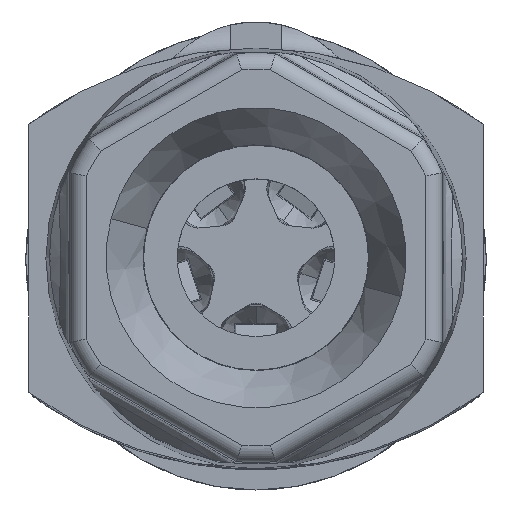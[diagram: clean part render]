
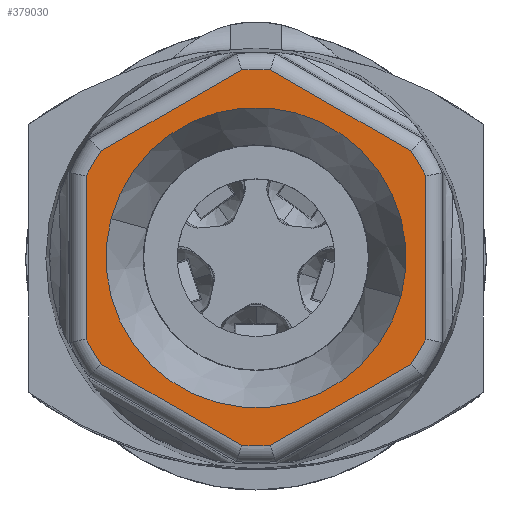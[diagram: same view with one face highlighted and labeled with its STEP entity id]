
A CAD part, top view. The second image highlights one B-rep face of the part: STEP entity #379030.
In plain terms, the highlighted face is planar.
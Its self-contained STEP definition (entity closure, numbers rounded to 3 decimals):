
#377530=CARTESIAN_POINT('',(51.354,-1.952,
-9.134));
#377540=VERTEX_POINT('',#377530);
#377680=CARTESIAN_POINT('',(51.354,-7.779,
-19.225));
#377690=VERTEX_POINT('',#377680);
#377720=CARTESIAN_POINT('',(51.354,-7.779,
-19.225));
#377730=DIRECTION('',(0.,0.5,
0.866));
#377740=VECTOR('',#377730,1.);
#377750=LINE('',#377720,#377740);
#377760=EDGE_CURVE('',#377690,#377540,#377750,.T.);
#377880=CARTESIAN_POINT('',(51.354,-19.81,
2.959));
#377890=DIRECTION('',(1.,0.,0.));
#377900=DIRECTION('',(0.,0.866,
0.5));
#377910=AXIS2_PLACEMENT_3D('',#377880,#377890,#377900);
#377920=PLANE('',#377910);
#377930=CARTESIAN_POINT('',(51.354,-21.222,
-20.259));
#377940=DIRECTION('',(0.,1.,0.));
#377950=VECTOR('',#377940,1.);
#377960=LINE('',#377930,#377950);
#377970=CARTESIAN_POINT('',(51.354,-21.222,
-20.259));
#377980=VERTEX_POINT('',#377970);
#377990=CARTESIAN_POINT('',(51.354,-9.57,
-20.259));
#378000=VERTEX_POINT('',#377990);
#378010=EDGE_CURVE('',#377980,#378000,#377960,.T.);
#378020=ORIENTED_EDGE('',*,*,#378010,.T.);
#378030=CARTESIAN_POINT('',(51.354,-15.396,
-8.1));
#378040=DIRECTION('',(1.,0.,0.));
#378050=DIRECTION('',(0.,-0.565,
-0.825));
#378060=AXIS2_PLACEMENT_3D('',#378030,#378040,#378050);
#378070=CIRCLE('',#378060,13.483);
#378080=CARTESIAN_POINT('',(51.354,-23.013,
-19.225));
#378090=VERTEX_POINT('',#378080);
#378100=EDGE_CURVE('',#378090,#377980,#378070,.T.);
#378110=ORIENTED_EDGE('',*,*,#378100,.T.);
#378120=CARTESIAN_POINT('',(51.354,-23.013,
-19.225));
#378130=DIRECTION('',(0.,-0.5,
0.866));
#378140=VECTOR('',#378130,1.);
#378150=LINE('',#378120,#378140);
#378160=CARTESIAN_POINT('',(51.354,-28.84,
-9.134));
#378170=VERTEX_POINT('',#378160);
#378180=EDGE_CURVE('',#378090,#378170,#378150,.T.);
#378190=ORIENTED_EDGE('',*,*,#378180,.F.);
#378200=CARTESIAN_POINT('',(51.354,-15.396,
-8.1));
#378210=DIRECTION('',(1.,0.,0.));
#378220=DIRECTION('',(0.,-0.997,
0.077));
#378230=AXIS2_PLACEMENT_3D('',#378200,#378210,#378220);
#378240=CIRCLE('',#378230,13.483);
#378250=CARTESIAN_POINT('',(51.354,-28.84,
-7.066));
#378260=VERTEX_POINT('',#378250);
#378270=EDGE_CURVE('',#378260,#378170,#378240,.T.);
#378280=ORIENTED_EDGE('',*,*,#378270,.T.);
#378290=CARTESIAN_POINT('',(51.354,-23.013,
3.026));
#378300=DIRECTION('',(0.,-0.5,
-0.866));
#378310=VECTOR('',#378300,1.);
#378320=LINE('',#378290,#378310);
#378330=CARTESIAN_POINT('',(51.354,-23.013,
3.026));
#378340=VERTEX_POINT('',#378330);
#378350=EDGE_CURVE('',#378340,#378260,#378320,.T.);
#378360=ORIENTED_EDGE('',*,*,#378350,.T.);
#378370=CARTESIAN_POINT('',(51.354,-15.396,
-8.1));
#378380=DIRECTION('',(1.,0.,0.));
#378390=DIRECTION('',(0.,-0.432,
0.902));
#378400=AXIS2_PLACEMENT_3D('',#378370,#378380,#378390);
#378410=CIRCLE('',#378400,13.483);
#378420=CARTESIAN_POINT('',(51.354,-21.222,
4.06));
#378430=VERTEX_POINT('',#378420);
#378440=EDGE_CURVE('',#378430,#378340,#378410,.T.);
#378450=ORIENTED_EDGE('',*,*,#378440,.T.);
#378460=CARTESIAN_POINT('',(51.354,-9.57,
4.06));
#378470=DIRECTION('',(0.,-1.,0.));
#378480=VECTOR('',#378470,1.);
#378490=LINE('',#378460,#378480);
#378500=CARTESIAN_POINT('',(51.354,-9.57,
4.06));
#378510=VERTEX_POINT('',#378500);
#378520=EDGE_CURVE('',#378510,#378430,#378490,.T.);
#378530=ORIENTED_EDGE('',*,*,#378520,.T.);
#378540=CARTESIAN_POINT('',(51.354,-15.396,
-8.1));
#378550=DIRECTION('',(1.,0.,0.));
#378560=DIRECTION('',(0.,0.565,
0.825));
#378570=AXIS2_PLACEMENT_3D('',#378540,#378550,#378560);
#378580=CIRCLE('',#378570,13.483);
#378590=CARTESIAN_POINT('',(51.354,-7.779,
3.026));
#378600=VERTEX_POINT('',#378590);
#378610=EDGE_CURVE('',#378600,#378510,#378580,.T.);
#378620=ORIENTED_EDGE('',*,*,#378610,.T.);
#378630=CARTESIAN_POINT('',(51.354,-7.779,
3.026));
#378640=DIRECTION('',(0.,0.5,
-0.866));
#378650=VECTOR('',#378640,1.);
#378660=LINE('',#378630,#378650);
#378670=CARTESIAN_POINT('',(51.354,-1.952,
-7.066));
#378680=VERTEX_POINT('',#378670);
#378690=EDGE_CURVE('',#378600,#378680,#378660,.T.);
#378700=ORIENTED_EDGE('',*,*,#378690,.F.);
#378710=CARTESIAN_POINT('',(51.354,-15.396,
-8.1));
#378720=DIRECTION('',(1.,0.,0.));
#378730=DIRECTION('',(0.,0.997,
-0.077));
#378740=AXIS2_PLACEMENT_3D('',#378710,#378720,#378730);
#378750=CIRCLE('',#378740,13.483);
#378760=EDGE_CURVE('',#377540,#378680,#378750,.T.);
#378770=ORIENTED_EDGE('',*,*,#378760,.T.);
#378780=ORIENTED_EDGE('',*,*,#377760,.T.);
#378790=CARTESIAN_POINT('',(51.354,-15.396,
-8.1));
#378800=DIRECTION('',(1.,0.,0.));
#378810=DIRECTION('',(0.,0.432,
-0.902));
#378820=AXIS2_PLACEMENT_3D('',#378790,#378800,#378810);
#378830=CIRCLE('',#378820,13.483);
#378840=EDGE_CURVE('',#378000,#377690,#378830,.T.);
#378850=ORIENTED_EDGE('',*,*,#378840,.T.);
#378860=EDGE_LOOP('',(#378850,#378780,#378770,#378700,#378620,#378530,
#378450,#378360,#378280,#378190,#378110,#378020));
#378870=FACE_OUTER_BOUND('',#378860,.T.);
#378880=CARTESIAN_POINT('',(51.354,-15.396,
-8.1));
#378890=DIRECTION('',(-1.,0.,0.));
#378900=DIRECTION('',(0.,0.824,
0.567));
#378910=AXIS2_PLACEMENT_3D('',#378880,#378890,#378900);
#378920=CIRCLE('',#378910,10.751);
#378930=CARTESIAN_POINT('',(51.354,-18.179,
-18.485));
#378940=VERTEX_POINT('',#378930);
#378950=CARTESIAN_POINT('',(51.354,-12.613,
2.285));
#378960=VERTEX_POINT('',#378950);
#378970=EDGE_CURVE('',#378940,#378960,#378920,.T.);
#378980=ORIENTED_EDGE('',*,*,#378970,.T.);
#378990=EDGE_CURVE('',#378960,#378940,#378920,.T.);
#379000=ORIENTED_EDGE('',*,*,#378990,.T.);
#379010=EDGE_LOOP('',(#379000,#378980));
#379020=FACE_BOUND('',#379010,.T.);
#379030=ADVANCED_FACE('',(#378870,#379020),#377920,.T.);
